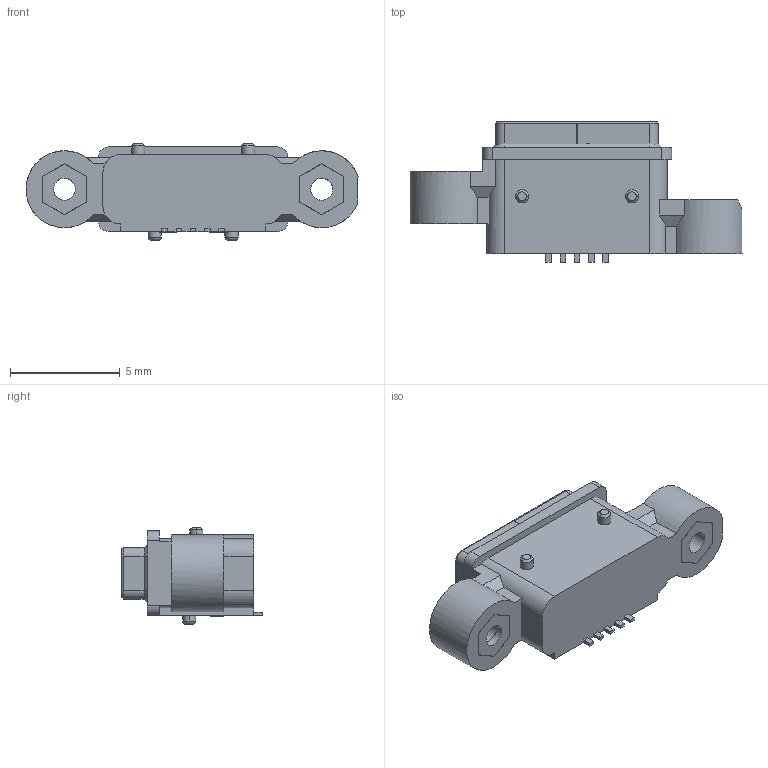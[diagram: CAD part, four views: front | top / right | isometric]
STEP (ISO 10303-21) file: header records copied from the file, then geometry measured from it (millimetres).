
FILE_DESCRIPTION((''),'2;1');
FILE_NAME('FUS441_REF','2025-04-27T',('gongcheng6'),(''),'PRO/ENGINEER BY PARAMETRIC TECHNOLOGY CORPORATION, 2010280','PRO/ENGINEER BY PARAMETRIC TECHNOLOGY CORPORATION, 2010280','');
FILE_SCHEMA(('CONFIG_CONTROL_DESIGN'));
Length unit declared in the file: millimetre
Products named in the file (1): FUS441_REF
Bounding box: 15.1 x 6.4 x 4.4 mm (x, y, z)
Volume: 149.8 mm3; surface area: 431.1 mm2
Topology: 1 solids, 1 shells, 490 faces, 1384 edges, 906 vertices
Faces by surface type: plane 326, cylinder 106, cone 32, bspline 10, torus 8, sphere 8
Entity records: 18512 total; most frequent: CARTESIAN_POINT 5804, ORIENTED_EDGE 2736, DIRECTION 2503, EDGE_CURVE 1368, VECTOR 987, LINE 987, VERTEX_POINT 904, AXIS2_PLACEMENT_3D 758
